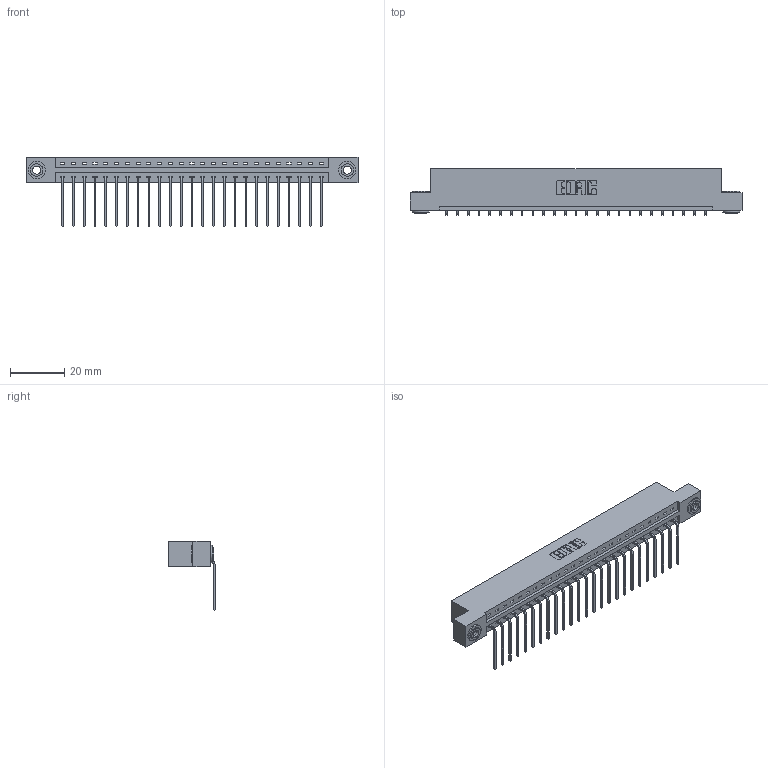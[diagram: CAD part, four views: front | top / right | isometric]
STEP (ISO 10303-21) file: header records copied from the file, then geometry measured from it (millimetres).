
FILE_DESCRIPTION (( 'STEP AP203' ), '1' );
FILE_NAME ('337-025-559-103.STEP', '2019-09-30T18:03:39', ( '' ), ( '' ), 'SwSTEP 2.0', 'SolidWorks 2016', '' );
FILE_SCHEMA (( 'CONFIG_CONTROL_DESIGN' ));
Length unit declared in the file: inch
Products named in the file (4): 337 Part_Flush Mounting Lugs - 0.156 Dia-TH; 345-250-002_345-250-002-102; 337-025-559-103; 345-292-001_558 559 Tail - 1
Assembly tree (28 placements, depth 2):
  337-025-559-103
    337 Part_Flush Mounting Lugs - 0.156 Dia-TH
    345-292-001_558 559 Tail - 1  x25
    345-250-002_345-250-002-102  x2
Bounding box: 122.07 x 17.09 x 25.53 mm (x, y, z)
Volume: 12577.3 mm3; surface area: 13646.9 mm2
Topology: 28 solids, 28 shells, 1752 faces, 5237 edges, 3454 vertices
Faces by surface type: plane 1280, cylinder 464, cone 8
Entity records: 21516 total; most frequent: CARTESIAN_POINT 3724, ORIENTED_EDGE 3678, DIRECTION 3203, EDGE_CURVE 1839, VECTOR 1687, LINE 1687, VERTEX_POINT 1222, AXIS2_PLACEMENT_3D 758
